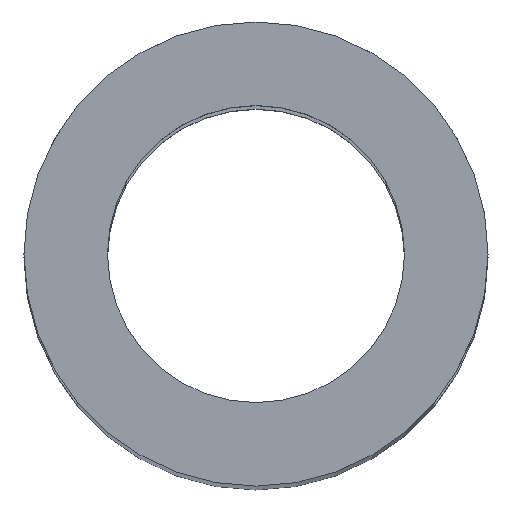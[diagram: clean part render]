
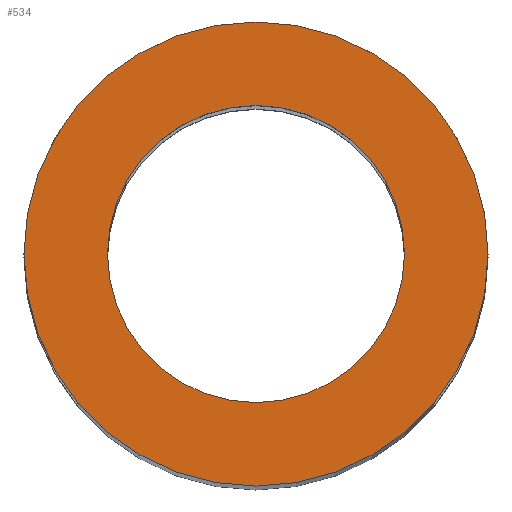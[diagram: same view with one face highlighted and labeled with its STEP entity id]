
A CAD part, top view. The second image highlights one B-rep face of the part: STEP entity #534.
In plain terms, the highlighted planar face has unit normal (0, 0, 1).
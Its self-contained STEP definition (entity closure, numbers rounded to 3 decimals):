
#31 = CYLINDRICAL_SURFACE('',#32,12.5);
#32 = AXIS2_PLACEMENT_3D('',#33,#34,#35);
#33 = CARTESIAN_POINT('',(0.,0.,0.));
#34 = DIRECTION('',(-0.,-0.,-1.));
#35 = DIRECTION('',(1.,0.,0.));
#169 = VERTEX_POINT('',#170);
#170 = CARTESIAN_POINT('',(12.5,0.,120.));
#191 = EDGE_CURVE('',#169,#169,#192,.T.);
#192 = SURFACE_CURVE('',#193,(#198,#205),.PCURVE_S1.);
#193 = CIRCLE('',#194,12.5);
#194 = AXIS2_PLACEMENT_3D('',#195,#196,#197);
#195 = CARTESIAN_POINT('',(0.,0.,120.));
#196 = DIRECTION('',(0.,0.,1.));
#197 = DIRECTION('',(1.,0.,0.));
#198 = PCURVE('',#31,#199);
#199 = DEFINITIONAL_REPRESENTATION('',(#200),#204);
#200 = LINE('',#201,#202);
#201 = CARTESIAN_POINT('',(-0.,-120.));
#202 = VECTOR('',#203,1.);
#203 = DIRECTION('',(-1.,0.));
#204 = ( GEOMETRIC_REPRESENTATION_CONTEXT(2) 
PARAMETRIC_REPRESENTATION_CONTEXT() REPRESENTATION_CONTEXT('2D SPACE',''
  ) );
#205 = PCURVE('',#206,#211);
#206 = PLANE('',#207);
#207 = AXIS2_PLACEMENT_3D('',#208,#209,#210);
#208 = CARTESIAN_POINT('',(0.,0.,120.));
#209 = DIRECTION('',(0.,0.,1.));
#210 = DIRECTION('',(1.,0.,0.));
#211 = DEFINITIONAL_REPRESENTATION('',(#212),#216);
#212 = CIRCLE('',#213,12.5);
#213 = AXIS2_PLACEMENT_2D('',#214,#215);
#214 = CARTESIAN_POINT('',(0.,0.));
#215 = DIRECTION('',(1.,0.));
#216 = ( GEOMETRIC_REPRESENTATION_CONTEXT(2) 
PARAMETRIC_REPRESENTATION_CONTEXT() REPRESENTATION_CONTEXT('2D SPACE',''
  ) );
#501 = CYLINDRICAL_SURFACE('',#502,8.);
#502 = AXIS2_PLACEMENT_3D('',#503,#504,#505);
#503 = CARTESIAN_POINT('',(0.,0.,120.));
#504 = DIRECTION('',(0.,0.,1.));
#505 = DIRECTION('',(1.,0.,-0.));
#534 = ADVANCED_FACE('',(#535,#538),#206,.T.);
#535 = FACE_BOUND('',#536,.T.);
#536 = EDGE_LOOP('',(#537));
#537 = ORIENTED_EDGE('',*,*,#191,.T.);
#538 = FACE_BOUND('',#539,.T.);
#539 = EDGE_LOOP('',(#540));
#540 = ORIENTED_EDGE('',*,*,#541,.F.);
#541 = EDGE_CURVE('',#542,#542,#544,.T.);
#542 = VERTEX_POINT('',#543);
#543 = CARTESIAN_POINT('',(8.,0.,120.));
#544 = SURFACE_CURVE('',#545,(#550,#557),.PCURVE_S1.);
#545 = CIRCLE('',#546,8.);
#546 = AXIS2_PLACEMENT_3D('',#547,#548,#549);
#547 = CARTESIAN_POINT('',(0.,0.,120.));
#548 = DIRECTION('',(0.,0.,1.));
#549 = DIRECTION('',(1.,0.,0.));
#550 = PCURVE('',#206,#551);
#551 = DEFINITIONAL_REPRESENTATION('',(#552),#556);
#552 = CIRCLE('',#553,8.);
#553 = AXIS2_PLACEMENT_2D('',#554,#555);
#554 = CARTESIAN_POINT('',(0.,0.));
#555 = DIRECTION('',(1.,0.));
#556 = ( GEOMETRIC_REPRESENTATION_CONTEXT(2) 
PARAMETRIC_REPRESENTATION_CONTEXT() REPRESENTATION_CONTEXT('2D SPACE',''
  ) );
#557 = PCURVE('',#501,#558);
#558 = DEFINITIONAL_REPRESENTATION('',(#559),#563);
#559 = LINE('',#560,#561);
#560 = CARTESIAN_POINT('',(0.,0.));
#561 = VECTOR('',#562,1.);
#562 = DIRECTION('',(1.,0.));
#563 = ( GEOMETRIC_REPRESENTATION_CONTEXT(2) 
PARAMETRIC_REPRESENTATION_CONTEXT() REPRESENTATION_CONTEXT('2D SPACE',''
  ) );
